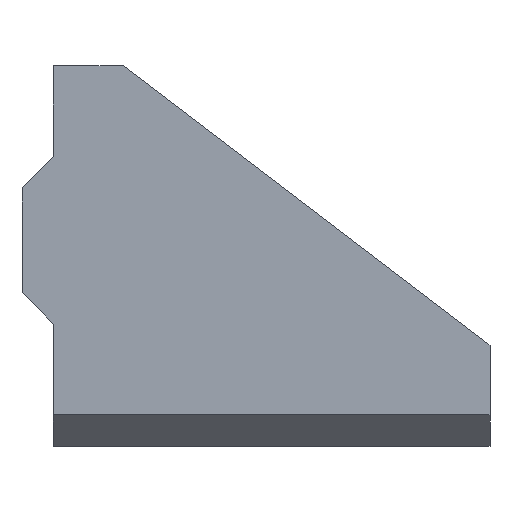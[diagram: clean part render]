
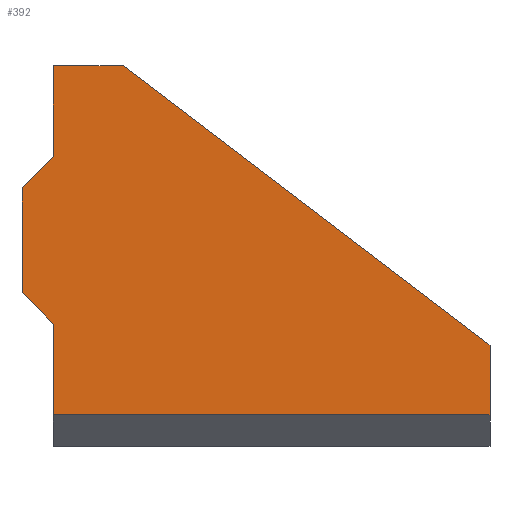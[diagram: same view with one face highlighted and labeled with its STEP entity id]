
A CAD part, front view. The second image highlights one B-rep face of the part: STEP entity #392.
In plain terms, the highlighted planar face has unit normal (0, -1, 0).
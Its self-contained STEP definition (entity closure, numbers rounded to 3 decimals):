
#40=FACE_OUTER_BOUND('',#63,.T.);
#63=EDGE_LOOP('',(#315,#316,#317,#318,#319,#320,#321,#322,#323));
#70=LINE('',#541,#118);
#87=LINE('',#578,#135);
#96=LINE('',#602,#144);
#99=LINE('',#608,#147);
#102=LINE('',#614,#150);
#103=LINE('',#617,#151);
#110=LINE('',#629,#158);
#111=LINE('',#631,#159);
#112=LINE('',#632,#160);
#118=VECTOR('',#441,10.);
#135=VECTOR('',#470,10.);
#144=VECTOR('',#491,10.);
#147=VECTOR('',#496,10.);
#150=VECTOR('',#501,10.);
#151=VECTOR('',#504,10.);
#158=VECTOR('',#515,10.);
#159=VECTOR('',#518,10.);
#160=VECTOR('',#519,10.);
#166=VERTEX_POINT('',#539);
#167=VERTEX_POINT('',#540);
#180=VERTEX_POINT('',#575);
#181=VERTEX_POINT('',#577);
#188=VERTEX_POINT('',#596);
#190=VERTEX_POINT('',#600);
#192=VERTEX_POINT('',#606);
#194=VERTEX_POINT('',#611);
#195=VERTEX_POINT('',#616);
#201=EDGE_CURVE('',#166,#167,#70,.T.);
#219=EDGE_CURVE('',#180,#181,#87,.T.);
#231=EDGE_CURVE('',#188,#190,#96,.T.);
#234=EDGE_CURVE('',#190,#192,#99,.T.);
#237=EDGE_CURVE('',#194,#188,#102,.T.);
#238=EDGE_CURVE('',#194,#195,#103,.T.);
#245=EDGE_CURVE('',#195,#166,#110,.T.);
#246=EDGE_CURVE('',#180,#167,#111,.T.);
#247=EDGE_CURVE('',#181,#192,#112,.T.);
#315=ORIENTED_EDGE('',*,*,#219,.F.);
#316=ORIENTED_EDGE('',*,*,#246,.T.);
#317=ORIENTED_EDGE('',*,*,#201,.F.);
#318=ORIENTED_EDGE('',*,*,#245,.F.);
#319=ORIENTED_EDGE('',*,*,#238,.F.);
#320=ORIENTED_EDGE('',*,*,#237,.T.);
#321=ORIENTED_EDGE('',*,*,#231,.T.);
#322=ORIENTED_EDGE('',*,*,#234,.T.);
#323=ORIENTED_EDGE('',*,*,#247,.F.);
#373=PLANE('',#430);
#392=ADVANCED_FACE('',(#40),#373,.T.);
#430=AXIS2_PLACEMENT_3D('',#630,#516,#517);
#441=DIRECTION('',(0.795,0.,-0.606));
#470=DIRECTION('',(-1.,0.,0.));
#491=DIRECTION('',(0.,0.,-1.));
#496=DIRECTION('',(0.707,0.,-0.707));
#501=DIRECTION('',(-0.707,0.,-0.707));
#504=DIRECTION('',(0.,0.,1.));
#515=DIRECTION('',(1.,0.,0.));
#516=DIRECTION('center_axis',(0.,-1.,0.));
#517=DIRECTION('ref_axis',(1.,0.,0.));
#518=DIRECTION('',(0.,0.,1.));
#519=DIRECTION('',(0.,0.,1.));
#539=CARTESIAN_POINT('',(4.,-10.,20.));
#540=CARTESIAN_POINT('',(25.,-10.,4.));
#541=CARTESIAN_POINT('',(4.,-10.,20.));
#575=CARTESIAN_POINT('',(25.,-10.,0.));
#577=CARTESIAN_POINT('',(0.,-10.,0.));
#578=CARTESIAN_POINT('',(25.,-10.,0.));
#596=CARTESIAN_POINT('',(-1.8,-10.,13.));
#600=CARTESIAN_POINT('',(-1.8,-10.,7.));
#602=CARTESIAN_POINT('',(-1.8,-10.,13.));
#606=CARTESIAN_POINT('',(0.,-10.,5.2));
#608=CARTESIAN_POINT('',(-1.8,-10.,7.));
#611=CARTESIAN_POINT('',(0.,-10.,14.8));
#614=CARTESIAN_POINT('',(-1.8,-10.,13.));
#616=CARTESIAN_POINT('',(0.,-10.,20.));
#617=CARTESIAN_POINT('',(0.,-10.,0.));
#629=CARTESIAN_POINT('',(25.,-10.,20.));
#630=CARTESIAN_POINT('Origin',(0.,-10.,0.));
#631=CARTESIAN_POINT('',(25.,-10.,0.));
#632=CARTESIAN_POINT('',(0.,-10.,0.));
